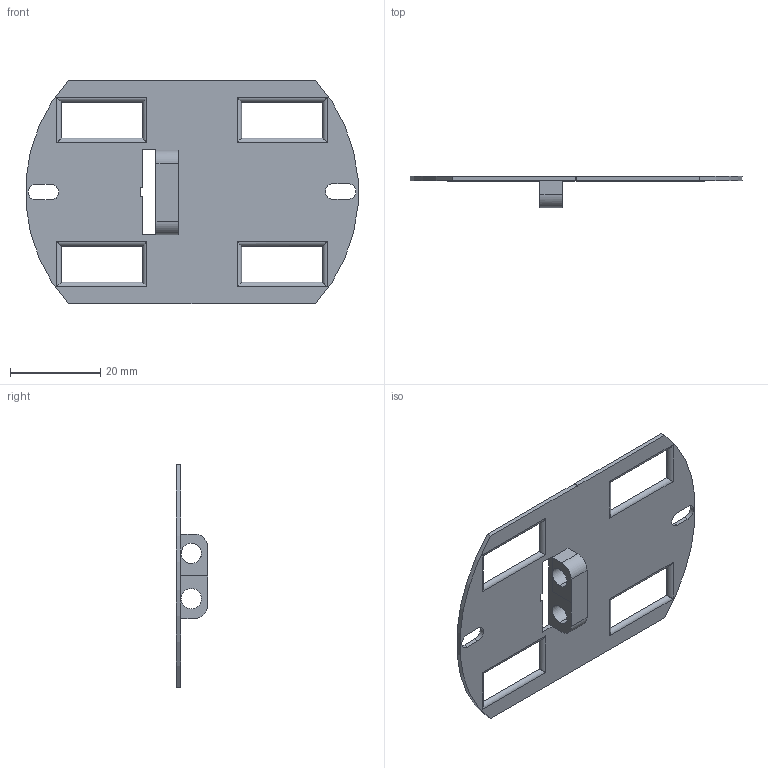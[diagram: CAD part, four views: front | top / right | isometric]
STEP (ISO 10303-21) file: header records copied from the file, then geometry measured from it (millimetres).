
FILE_DESCRIPTION (( 'STEP AP214' ), '1' );
FILE_NAME ('servo_holder_B.STEP', '2024-05-21T15:29:59', ( '' ), ( '' ), 'SwSTEP 2.0', 'SolidWorks 2023', '' );
FILE_SCHEMA (( 'AUTOMOTIVE_DESIGN' ));
Length unit declared in the file: millimetre
Products named in the file (1): servo_holder_B
Bounding box: 73.75 x 7 x 49.67 mm (x, y, z)
Volume: 3042.4 mm3; surface area: 6167.2 mm2
Topology: 1 solids, 1 shells, 54 faces, 154 edges, 102 vertices
Faces by surface type: cylinder 28, plane 26
Entity records: 1802 total; most frequent: CARTESIAN_POINT 368, ORIENTED_EDGE 308, DIRECTION 266, EDGE_CURVE 154, VECTOR 114, LINE 114, VERTEX_POINT 102, AXIS2_PLACEMENT_3D 76
